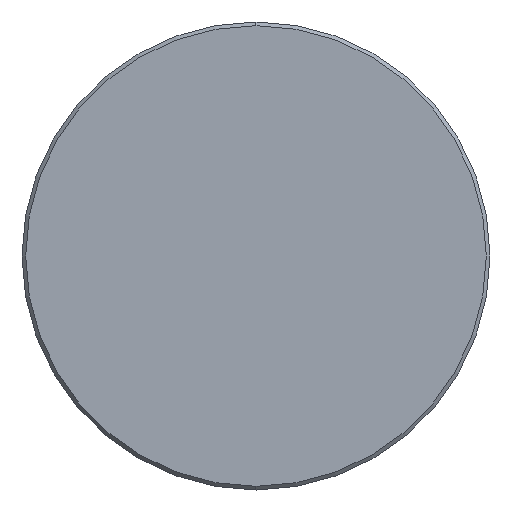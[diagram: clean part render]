
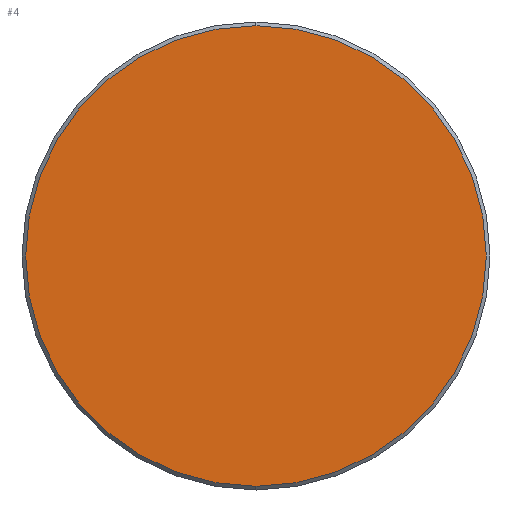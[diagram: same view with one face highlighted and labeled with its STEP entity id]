
A CAD part, left-side view. The second image highlights one B-rep face of the part: STEP entity #4.
In plain terms, the highlighted planar face has unit normal (-1, 0, 0).
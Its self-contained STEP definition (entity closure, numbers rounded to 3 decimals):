
#4 = ADVANCED_FACE ( 'NONE', ( #27 ), #116, .F. ) ;
#12 = VERTEX_POINT ( 'NONE', #769 ) ;
#27 = FACE_OUTER_BOUND ( 'NONE', #819, .T. ) ;
#68 = DIRECTION ( 'NONE',  ( -1., 0., 0. ) ) ;
#116 = PLANE ( 'NONE',  #749 ) ;
#205 = AXIS2_PLACEMENT_3D ( 'NONE', #668, #297, #732 ) ;
#224 = EDGE_CURVE ( 'NONE', #485, #12, #752, .T. ) ;
#297 = DIRECTION ( 'NONE',  ( -1., 0., 0. ) ) ;
#319 = ORIENTED_EDGE ( 'NONE', *, *, #224, .T. ) ;
#320 = AXIS2_PLACEMENT_3D ( 'NONE', #459, #68, #337 ) ;
#331 = DIRECTION ( 'NONE',  ( 0., 0., -1. ) ) ;
#337 = DIRECTION ( 'NONE',  ( 0., 0., 1. ) ) ;
#377 = CIRCLE ( 'NONE', #205, 18.7 ) ;
#385 = DIRECTION ( 'NONE',  ( 1., 0., 0. ) ) ;
#459 = CARTESIAN_POINT ( 'NONE',  ( 0., 0., 0. ) ) ;
#485 = VERTEX_POINT ( 'NONE', #643 ) ;
#625 = CARTESIAN_POINT ( 'NONE',  ( 0., 0., 0. ) ) ;
#643 = CARTESIAN_POINT ( 'NONE',  ( 0., 0., 18.7 ) ) ;
#668 = CARTESIAN_POINT ( 'NONE',  ( 0., 0., 0. ) ) ;
#682 = EDGE_CURVE ( 'NONE', #12, #485, #377, .T. ) ;
#732 = DIRECTION ( 'NONE',  ( 0., 0., 1. ) ) ;
#749 = AXIS2_PLACEMENT_3D ( 'NONE', #625, #385, #331 ) ;
#752 = CIRCLE ( 'NONE', #320, 18.7 ) ;
#769 = CARTESIAN_POINT ( 'NONE',  ( 0., 0., -18.7 ) ) ;
#782 = ORIENTED_EDGE ( 'NONE', *, *, #682, .T. ) ;
#819 = EDGE_LOOP ( 'NONE', ( #782, #319 ) ) ;
